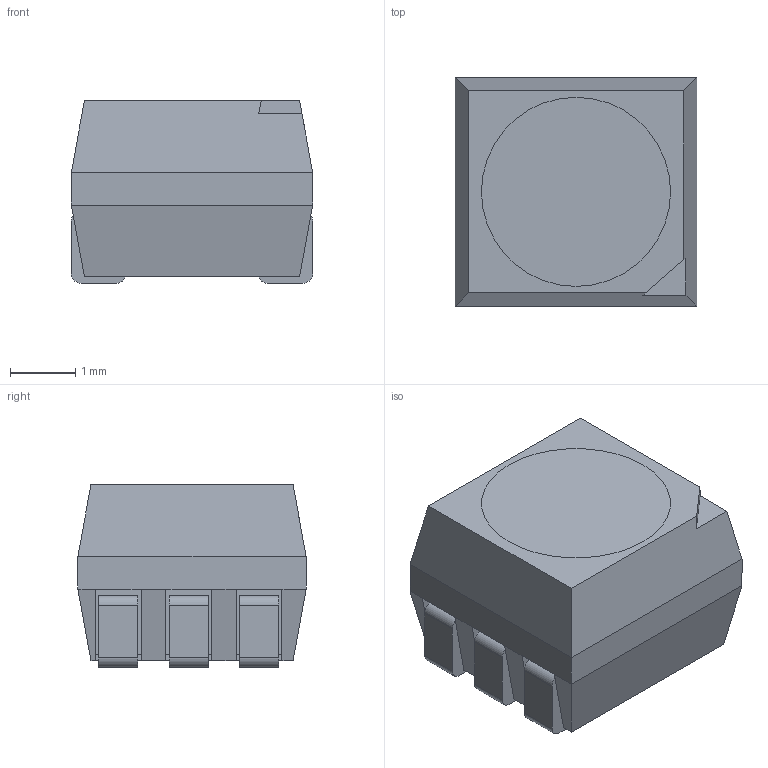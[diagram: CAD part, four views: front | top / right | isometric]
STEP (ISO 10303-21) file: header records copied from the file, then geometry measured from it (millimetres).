
FILE_DESCRIPTION (( 'STEP AP214' ), '1' );
FILE_NAME ('User Library-SMD_LED_Broadcom_ASMB-TTF0-0A20B.STEP', '2020-10-02T22:24:16', ( '' ), ( '' ), 'SwSTEP 2.0', 'SolidWorks 2020', '' );
FILE_SCHEMA (( 'AUTOMOTIVE_DESIGN' ));
Length unit declared in the file: millimetre
Products named in the file (1): User Library-SMD_LED_Broadcom_ASMB-TTF0-0A20B
Bounding box: 3.7 x 3.5 x 2.8 mm (x, y, z)
Volume: 31.5 mm3; surface area: 123 mm2
Topology: 8 solids, 8 shells, 149 faces, 364 edges, 236 vertices
Faces by surface type: plane 125, cylinder 20, cone 4
Entity records: 4645 total; most frequent: CARTESIAN_POINT 750, ORIENTED_EDGE 728, DIRECTION 712, EDGE_CURVE 364, LINE 316, VECTOR 316, VERTEX_POINT 236, AXIS2_PLACEMENT_3D 198
